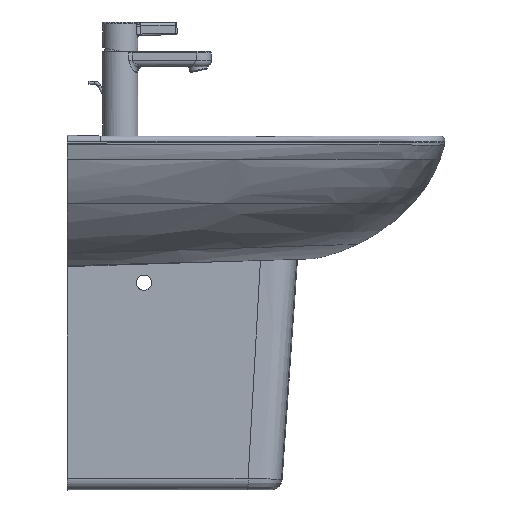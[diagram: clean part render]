
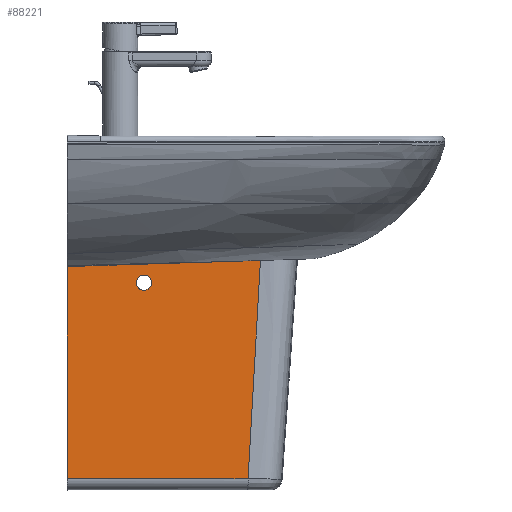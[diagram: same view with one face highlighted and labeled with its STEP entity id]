
A CAD part, front view. The second image highlights one B-rep face of the part: STEP entity #88221.
In plain terms, the highlighted planar face has unit normal (0.037, -0.999, -0.013).
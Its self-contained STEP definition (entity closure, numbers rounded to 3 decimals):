
#82788=CARTESIAN_POINT('',(235.68,-72.625,-285.196));
#82789=VERTEX_POINT('',#82788);
#82856=CARTESIAN_POINT('',(0.,-81.267,-285.196));
#82857=VERTEX_POINT('',#82856);
#82858=CARTESIAN_POINT('',(0.,-81.267,-285.196));
#82859=DIRECTION('',(0.999,0.037,0.));
#82860=VECTOR('',#82859,235.839);
#82861=LINE('',#82858,#82860);
#82862=EDGE_CURVE('',#82857,#82789,#82861,.T.);
#82956=CARTESIAN_POINT('',(251.831,-75.766,0.));
#82957=VERTEX_POINT('',#82956);
#82958=CARTESIAN_POINT('',(251.831,-75.766,0.));
#82959=DIRECTION('',(-0.057,0.011,-0.998));
#82960=VECTOR('',#82959,285.67);
#82961=LINE('',#82958,#82960);
#82962=EDGE_CURVE('',#82957,#82789,#82961,.T.);
#86753=CARTESIAN_POINT('',(0.,-85.,0.));
#86754=VERTEX_POINT('',#86753);
#86755=CARTESIAN_POINT('',(0.0,-81.267,-285.196));
#86756=DIRECTION('',(0.0,-0.013,1.));
#86757=VECTOR('',#86756,285.221);
#86758=LINE('',#86755,#86757);
#86759=EDGE_CURVE('',#82857,#86754,#86758,.T.);
#86785=CARTESIAN_POINT('',(251.831,-75.766,0.0));
#86786=DIRECTION('',(-0.999,-0.037,0.0));
#86787=VECTOR('',#86786,252.);
#86788=LINE('',#86785,#86787);
#86789=EDGE_CURVE('',#82957,#86754,#86788,.T.);
#88199=CARTESIAN_POINT('',(117.142,-78.741,-150.));
#88200=DIRECTION('',(0.037,-0.999,-0.013));
#88201=DIRECTION('',(0.0,0.013,-1.));
#88202=AXIS2_PLACEMENT_3D('',#88199,#88200,#88201);
#88203=PLANE('',#88202);
#88204=ORIENTED_EDGE('',*,*,#86759,.F.);
#88205=ORIENTED_EDGE('',*,*,#82862,.T.);
#88206=ORIENTED_EDGE('',*,*,#82962,.F.);
#88207=ORIENTED_EDGE('',*,*,#86789,.T.);
#88208=EDGE_LOOP('',(#88204,#88205,#88206,#88207));
#88209=FACE_OUTER_BOUND('',#88208,.T.);
#88210=CARTESIAN_POINT('',(90.0,-81.307,-30.0));
#88211=VERTEX_POINT('',#88210);
#88212=CARTESIAN_POINT('',(100.0,-80.94,-30.0));
#88213=DIRECTION('',(-0.037,0.999,0.013));
#88214=DIRECTION('',(-0.941,-0.039,0.336));
#88215=AXIS2_PLACEMENT_3D('',#88212,#88213,#88214);
#88216=ELLIPSE('',#88215,10.008,10.0);
#88217=EDGE_CURVE('',#88211,#88211,#88216,.T.);
#88218=ORIENTED_EDGE('',*,*,#88217,.T.);
#88219=EDGE_LOOP('',(#88218));
#88220=FACE_BOUND('',#88219,.T.);
#88221=ADVANCED_FACE('',(#88209,#88220),#88203,.T.);
